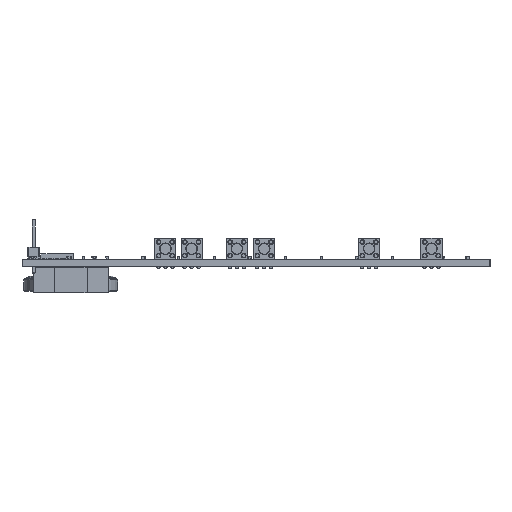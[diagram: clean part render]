
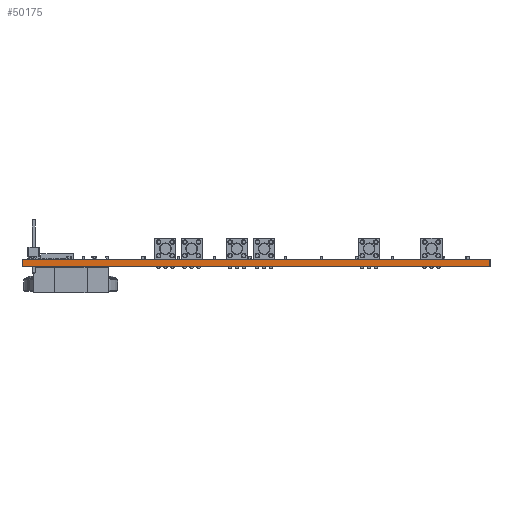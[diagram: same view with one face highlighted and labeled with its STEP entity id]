
A CAD part, left-side view. The second image highlights one B-rep face of the part: STEP entity #50175.
In plain terms, the highlighted planar face has unit normal (-1, 0, 0).
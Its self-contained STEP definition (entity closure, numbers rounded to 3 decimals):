
#49994 = PLANE('',#49995);
#49995 = AXIS2_PLACEMENT_3D('',#49996,#49997,#49998);
#49996 = CARTESIAN_POINT('',(1.,139.,0.));
#49997 = DIRECTION('',(0.,-1.,0.));
#49998 = DIRECTION('',(-1.,0.,0.));
#50019 = VERTEX_POINT('',#50020);
#50020 = CARTESIAN_POINT('',(-99.,139.,1.6));
#50034 = PLANE('',#50035);
#50035 = AXIS2_PLACEMENT_3D('',#50036,#50037,#50038);
#50036 = CARTESIAN_POINT('',(-49.,87.734,1.6));
#50037 = DIRECTION('',(0.,0.,1.));
#50038 = DIRECTION('',(1.,0.,0.));
#50046 = EDGE_CURVE('',#50047,#50019,#50049,.T.);
#50047 = VERTEX_POINT('',#50048);
#50048 = CARTESIAN_POINT('',(-99.,139.,0.));
#50049 = SURFACE_CURVE('',#50050,(#50054,#50061),.PCURVE_S1.);
#50050 = LINE('',#50051,#50052);
#50051 = CARTESIAN_POINT('',(-99.,139.,0.));
#50052 = VECTOR('',#50053,1.);
#50053 = DIRECTION('',(0.,0.,1.));
#50054 = PCURVE('',#49994,#50055);
#50055 = DEFINITIONAL_REPRESENTATION('',(#50056),#50060);
#50056 = LINE('',#50057,#50058);
#50057 = CARTESIAN_POINT('',(100.,0.));
#50058 = VECTOR('',#50059,1.);
#50059 = DIRECTION('',(0.,-1.));
#50060 = ( GEOMETRIC_REPRESENTATION_CONTEXT(2) 
PARAMETRIC_REPRESENTATION_CONTEXT() REPRESENTATION_CONTEXT('2D SPACE',''
  ) );
#50061 = PCURVE('',#50062,#50067);
#50062 = PLANE('',#50063);
#50063 = AXIS2_PLACEMENT_3D('',#50064,#50065,#50066);
#50064 = CARTESIAN_POINT('',(-99.,139.,0.));
#50065 = DIRECTION('',(1.,0.,0.));
#50066 = DIRECTION('',(0.,-1.,0.));
#50067 = DEFINITIONAL_REPRESENTATION('',(#50068),#50072);
#50068 = LINE('',#50069,#50070);
#50069 = CARTESIAN_POINT('',(0.,0.));
#50070 = VECTOR('',#50071,1.);
#50071 = DIRECTION('',(0.,-1.));
#50072 = ( GEOMETRIC_REPRESENTATION_CONTEXT(2) 
PARAMETRIC_REPRESENTATION_CONTEXT() REPRESENTATION_CONTEXT('2D SPACE',''
  ) );
#50088 = PLANE('',#50089);
#50089 = AXIS2_PLACEMENT_3D('',#50090,#50091,#50092);
#50090 = CARTESIAN_POINT('',(-49.,87.734,0.));
#50091 = DIRECTION('',(0.,0.,1.));
#50092 = DIRECTION('',(1.,0.,0.));
#50175 = ADVANCED_FACE('',(#50176),#50062,.F.);
#50176 = FACE_BOUND('',#50177,.F.);
#50177 = EDGE_LOOP('',(#50178,#50179,#50202,#50230));
#50178 = ORIENTED_EDGE('',*,*,#50046,.T.);
#50179 = ORIENTED_EDGE('',*,*,#50180,.T.);
#50180 = EDGE_CURVE('',#50019,#50181,#50183,.T.);
#50181 = VERTEX_POINT('',#50182);
#50182 = CARTESIAN_POINT('',(-99.,39.,1.6));
#50183 = SURFACE_CURVE('',#50184,(#50188,#50195),.PCURVE_S1.);
#50184 = LINE('',#50185,#50186);
#50185 = CARTESIAN_POINT('',(-99.,139.,1.6));
#50186 = VECTOR('',#50187,1.);
#50187 = DIRECTION('',(0.,-1.,0.));
#50188 = PCURVE('',#50062,#50189);
#50189 = DEFINITIONAL_REPRESENTATION('',(#50190),#50194);
#50190 = LINE('',#50191,#50192);
#50191 = CARTESIAN_POINT('',(0.,-1.6));
#50192 = VECTOR('',#50193,1.);
#50193 = DIRECTION('',(1.,0.));
#50194 = ( GEOMETRIC_REPRESENTATION_CONTEXT(2) 
PARAMETRIC_REPRESENTATION_CONTEXT() REPRESENTATION_CONTEXT('2D SPACE',''
  ) );
#50195 = PCURVE('',#50034,#50196);
#50196 = DEFINITIONAL_REPRESENTATION('',(#50197),#50201);
#50197 = LINE('',#50198,#50199);
#50198 = CARTESIAN_POINT('',(-50.,51.266));
#50199 = VECTOR('',#50200,1.);
#50200 = DIRECTION('',(0.,-1.));
#50201 = ( GEOMETRIC_REPRESENTATION_CONTEXT(2) 
PARAMETRIC_REPRESENTATION_CONTEXT() REPRESENTATION_CONTEXT('2D SPACE',''
  ) );
#50202 = ORIENTED_EDGE('',*,*,#50203,.F.);
#50203 = EDGE_CURVE('',#50204,#50181,#50206,.T.);
#50204 = VERTEX_POINT('',#50205);
#50205 = CARTESIAN_POINT('',(-99.,39.,0.));
#50206 = SURFACE_CURVE('',#50207,(#50211,#50218),.PCURVE_S1.);
#50207 = LINE('',#50208,#50209);
#50208 = CARTESIAN_POINT('',(-99.,39.,0.));
#50209 = VECTOR('',#50210,1.);
#50210 = DIRECTION('',(0.,0.,1.));
#50211 = PCURVE('',#50062,#50212);
#50212 = DEFINITIONAL_REPRESENTATION('',(#50213),#50217);
#50213 = LINE('',#50214,#50215);
#50214 = CARTESIAN_POINT('',(100.,0.));
#50215 = VECTOR('',#50216,1.);
#50216 = DIRECTION('',(0.,-1.));
#50217 = ( GEOMETRIC_REPRESENTATION_CONTEXT(2) 
PARAMETRIC_REPRESENTATION_CONTEXT() REPRESENTATION_CONTEXT('2D SPACE',''
  ) );
#50218 = PCURVE('',#50219,#50224);
#50219 = PLANE('',#50220);
#50220 = AXIS2_PLACEMENT_3D('',#50221,#50222,#50223);
#50221 = CARTESIAN_POINT('',(-99.,39.,0.));
#50222 = DIRECTION('',(0.,1.,0.));
#50223 = DIRECTION('',(1.,0.,0.));
#50224 = DEFINITIONAL_REPRESENTATION('',(#50225),#50229);
#50225 = LINE('',#50226,#50227);
#50226 = CARTESIAN_POINT('',(0.,0.));
#50227 = VECTOR('',#50228,1.);
#50228 = DIRECTION('',(0.,-1.));
#50229 = ( GEOMETRIC_REPRESENTATION_CONTEXT(2) 
PARAMETRIC_REPRESENTATION_CONTEXT() REPRESENTATION_CONTEXT('2D SPACE',''
  ) );
#50230 = ORIENTED_EDGE('',*,*,#50231,.F.);
#50231 = EDGE_CURVE('',#50047,#50204,#50232,.T.);
#50232 = SURFACE_CURVE('',#50233,(#50237,#50244),.PCURVE_S1.);
#50233 = LINE('',#50234,#50235);
#50234 = CARTESIAN_POINT('',(-99.,139.,0.));
#50235 = VECTOR('',#50236,1.);
#50236 = DIRECTION('',(0.,-1.,0.));
#50237 = PCURVE('',#50062,#50238);
#50238 = DEFINITIONAL_REPRESENTATION('',(#50239),#50243);
#50239 = LINE('',#50240,#50241);
#50240 = CARTESIAN_POINT('',(0.,0.));
#50241 = VECTOR('',#50242,1.);
#50242 = DIRECTION('',(1.,0.));
#50243 = ( GEOMETRIC_REPRESENTATION_CONTEXT(2) 
PARAMETRIC_REPRESENTATION_CONTEXT() REPRESENTATION_CONTEXT('2D SPACE',''
  ) );
#50244 = PCURVE('',#50088,#50245);
#50245 = DEFINITIONAL_REPRESENTATION('',(#50246),#50250);
#50246 = LINE('',#50247,#50248);
#50247 = CARTESIAN_POINT('',(-50.,51.266));
#50248 = VECTOR('',#50249,1.);
#50249 = DIRECTION('',(0.,-1.));
#50250 = ( GEOMETRIC_REPRESENTATION_CONTEXT(2) 
PARAMETRIC_REPRESENTATION_CONTEXT() REPRESENTATION_CONTEXT('2D SPACE',''
  ) );
